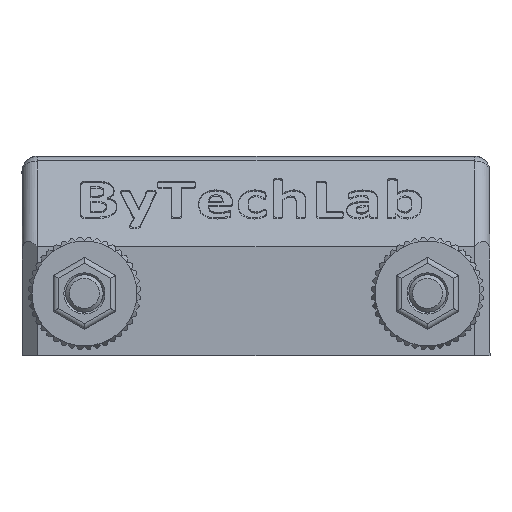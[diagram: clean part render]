
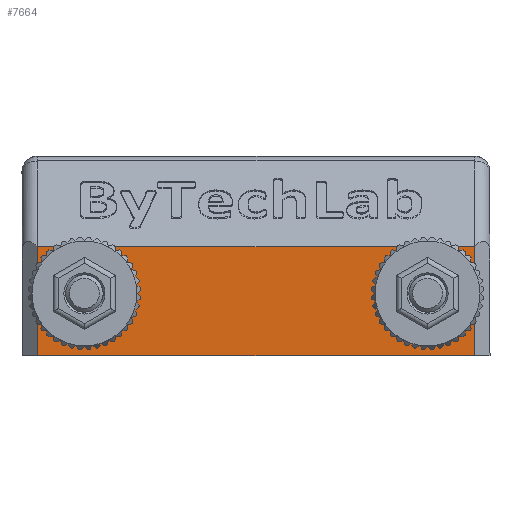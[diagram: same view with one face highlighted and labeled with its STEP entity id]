
A CAD part, left-side view. The second image highlights one B-rep face of the part: STEP entity #7664.
In plain terms, the highlighted face is planar.
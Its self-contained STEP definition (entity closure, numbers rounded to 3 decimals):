
#447=FACE_BOUND('',#1490,.T.);
#448=FACE_BOUND('',#1491,.T.);
#589=PLANE('',#8249);
#1028=FACE_OUTER_BOUND('',#1489,.T.);
#1489=EDGE_LOOP('',(#6222,#6223,#6224,#6225));
#1490=EDGE_LOOP('',(#6226));
#1491=EDGE_LOOP('',(#6227));
#1844=LINE('',#10747,#2562);
#2063=LINE('',#13202,#2781);
#2066=LINE('',#13220,#2784);
#2067=LINE('',#13221,#2785);
#2562=VECTOR('',#8944,10.);
#2781=VECTOR('',#9271,10.);
#2784=VECTOR('',#9296,10.);
#2785=VECTOR('',#9297,10.);
#3199=CIRCLE('',#8244,3.3);
#3203=CIRCLE('',#8250,3.3);
#3402=VERTEX_POINT('',#10744);
#3403=VERTEX_POINT('',#10746);
#3659=VERTEX_POINT('',#13196);
#3661=VERTEX_POINT('',#13200);
#3662=VERTEX_POINT('',#13208);
#3666=VERTEX_POINT('',#13222);
#4185=EDGE_CURVE('',#3402,#3403,#1844,.T.);
#4570=EDGE_CURVE('',#3661,#3659,#2063,.T.);
#4571=EDGE_CURVE('',#3662,#3662,#3199,.T.);
#4577=EDGE_CURVE('',#3659,#3402,#2066,.T.);
#4578=EDGE_CURVE('',#3403,#3661,#2067,.T.);
#4579=EDGE_CURVE('',#3666,#3666,#3203,.T.);
#6222=ORIENTED_EDGE('',*,*,#4577,.F.);
#6223=ORIENTED_EDGE('',*,*,#4570,.F.);
#6224=ORIENTED_EDGE('',*,*,#4578,.F.);
#6225=ORIENTED_EDGE('',*,*,#4185,.F.);
#6226=ORIENTED_EDGE('',*,*,#4579,.F.);
#6227=ORIENTED_EDGE('',*,*,#4571,.F.);
#7664=ADVANCED_FACE('',(#1028,#447,#448),#589,.T.);
#8244=AXIS2_PLACEMENT_3D('',#13209,#9282,#9283);
#8249=AXIS2_PLACEMENT_3D('',#13219,#9294,#9295);
#8250=AXIS2_PLACEMENT_3D('',#13223,#9298,#9299);
#8944=DIRECTION('',(0.,-1.,0.));
#9271=DIRECTION('',(0.,1.,0.));
#9282=DIRECTION('center_axis',(1.,0.,0.));
#9283=DIRECTION('ref_axis',(0.,0.,1.));
#9294=DIRECTION('center_axis',(1.,0.,0.));
#9295=DIRECTION('ref_axis',(0.,1.,0.));
#9296=DIRECTION('',(0.,0.,-1.));
#9297=DIRECTION('',(0.,0.,1.));
#9298=DIRECTION('center_axis',(1.,0.,0.));
#9299=DIRECTION('ref_axis',(0.,0.,1.));
#10744=CARTESIAN_POINT('',(10.,35.,0.));
#10746=CARTESIAN_POINT('',(10.,-35.,0.));
#10747=CARTESIAN_POINT('',(10.,37.5,0.));
#13196=CARTESIAN_POINT('',(10.,35.,17.5));
#13200=CARTESIAN_POINT('',(10.,-35.,17.5));
#13202=CARTESIAN_POINT('',(10.,-18.75,17.5));
#13208=CARTESIAN_POINT('',(10.,-27.5,6.7));
#13209=CARTESIAN_POINT('Origin',(10.,-27.5,10.));
#13219=CARTESIAN_POINT('Origin',(10.,-37.5,0.));
#13220=CARTESIAN_POINT('',(10.,35.,0.));
#13221=CARTESIAN_POINT('',(10.,-35.,0.));
#13222=CARTESIAN_POINT('',(10.,27.5,6.7));
#13223=CARTESIAN_POINT('Origin',(10.,27.5,10.));
